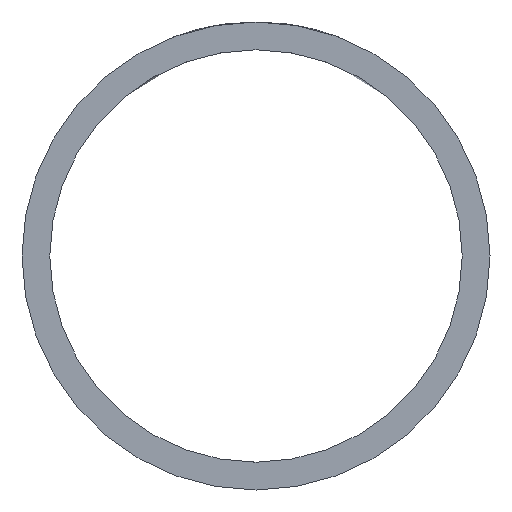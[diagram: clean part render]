
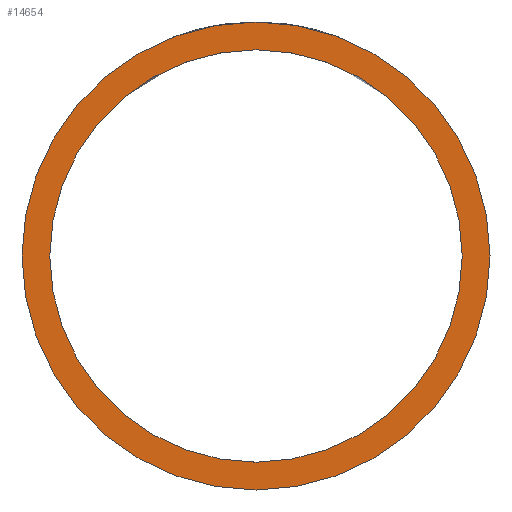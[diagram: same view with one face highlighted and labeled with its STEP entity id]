
A CAD part, front view. The second image highlights one B-rep face of the part: STEP entity #14654.
In plain terms, the highlighted planar face has unit normal (0, -1, 0).
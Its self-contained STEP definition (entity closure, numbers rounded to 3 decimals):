
#2349 = EDGE_LOOP ( 'NONE', ( #15118 ) ) ;
#2545 = FACE_OUTER_BOUND ( 'NONE', #2349, .T. ) ;
#2633 = EDGE_LOOP ( 'NONE', ( #9203 ) ) ;
#3050 = CARTESIAN_POINT ( 'NONE',  ( 0., -3000., 0. ) ) ;
#3499 = FACE_BOUND ( 'NONE', #2633, .T. ) ;
#5506 = DIRECTION ( 'NONE',  ( 0., 1., 0. ) ) ;
#6083 = CARTESIAN_POINT ( 'NONE',  ( 0., -3000., 16.85 ) ) ;
#6509 = DIRECTION ( 'NONE',  ( 0., 1., 0. ) ) ;
#6704 = CARTESIAN_POINT ( 'NONE',  ( 0., -3000., 0. ) ) ;
#8048 = DIRECTION ( 'NONE',  ( 0., 0., 1. ) ) ;
#9203 = ORIENTED_EDGE ( 'NONE', *, *, #10937, .T. ) ;
#10045 = DIRECTION ( 'NONE',  ( 0., 0., 1. ) ) ;
#10078 = CIRCLE ( 'NONE', #12345, 16.85 ) ;
#10088 = VERTEX_POINT ( 'NONE', #6083 ) ;
#10937 = EDGE_CURVE ( 'NONE', #11621, #11621, #14633, .T. ) ;
#11280 = CARTESIAN_POINT ( 'NONE',  ( 0., -3000., 0. ) ) ;
#11582 = DIRECTION ( 'NONE',  ( 0., 0., 1. ) ) ;
#11621 = VERTEX_POINT ( 'NONE', #12465 ) ;
#12345 = AXIS2_PLACEMENT_3D ( 'NONE', #11280, #6509, #10045 ) ;
#12465 = CARTESIAN_POINT ( 'NONE',  ( 0., -3000., 14.85 ) ) ;
#12507 = PLANE ( 'NONE',  #12575 ) ;
#12575 = AXIS2_PLACEMENT_3D ( 'NONE', #6704, #5506, #11582 ) ;
#13278 = EDGE_CURVE ( 'NONE', #10088, #10088, #10078, .T. ) ;
#14633 = CIRCLE ( 'NONE', #15768, 14.85 ) ;
#14654 = ADVANCED_FACE ( 'NONE', ( #3499, #2545 ), #12507, .F. ) ;
#15118 = ORIENTED_EDGE ( 'NONE', *, *, #13278, .F. ) ;
#15469 = DIRECTION ( 'NONE',  ( 0., 1., 0. ) ) ;
#15768 = AXIS2_PLACEMENT_3D ( 'NONE', #3050, #15469, #8048 ) ;
